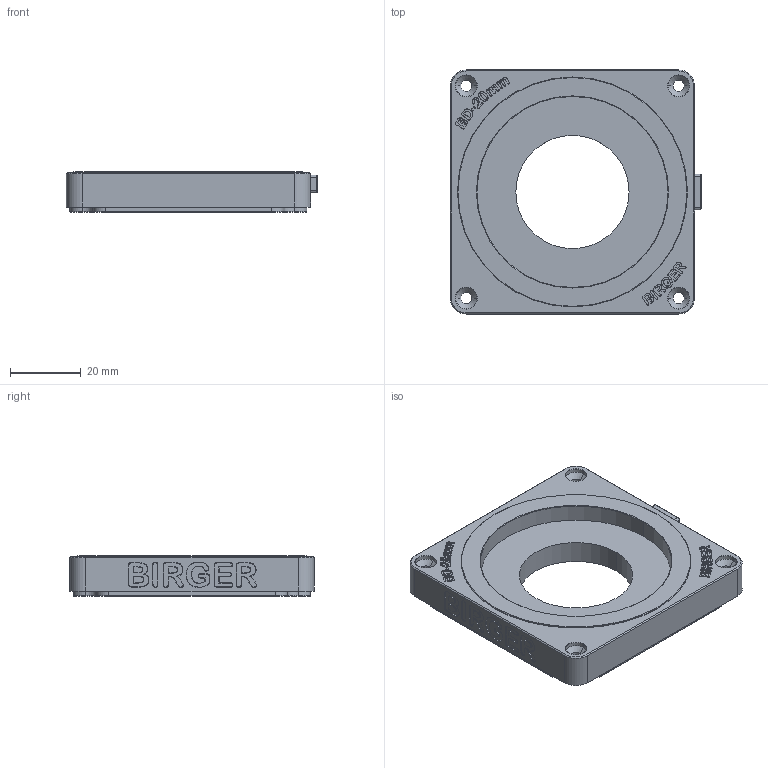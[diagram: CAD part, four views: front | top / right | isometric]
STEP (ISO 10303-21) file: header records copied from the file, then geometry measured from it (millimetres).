
FILE_DESCRIPTION (( 'STEP AP214' ), '1' );
FILE_NAME ('Birger_BD_Family_Critical_Geometry_omitNZ.STEP', '2025-09-11T23:16:02', ( '' ), ( '' ), 'SwSTEP 2.0', 'SolidWorks 2022', '' );
FILE_SCHEMA (( 'AUTOMOTIVE_DESIGN' ));
Length unit declared in the file: millimetre
Products named in the file (1): Birger_BD_Family_Critical_Geometry_omitNZ
Bounding box: 71 x 69 x 11.5 mm (x, y, z)
Volume: 36236 mm3; surface area: 12928.3 mm2
Topology: 1 solids, 1 shells, 628 faces, 1632 edges, 1054 vertices
Faces by surface type: bspline 259, plane 225, cone 78, cylinder 66
Entity records: 40745 total; most frequent: CARTESIAN_POINT 27639, ORIENTED_EDGE 3252, DIRECTION 1724, EDGE_CURVE 1626, VERTEX_POINT 1054, B_SPLINE_CURVE_WITH_KNOTS 850, EDGE_LOOP 692, ADVANCED_FACE 628
